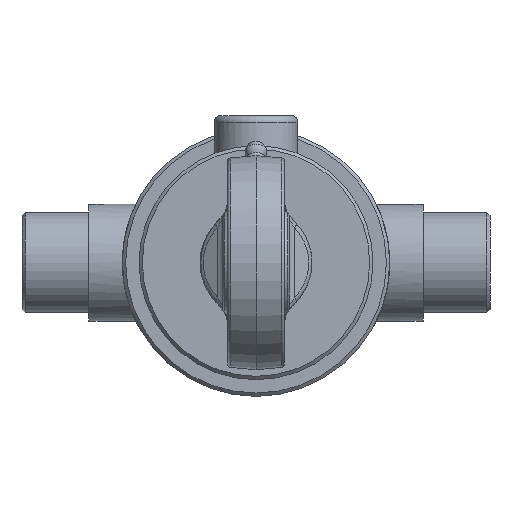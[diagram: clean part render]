
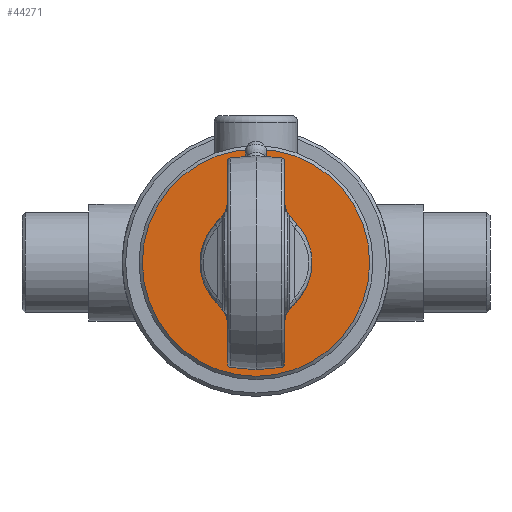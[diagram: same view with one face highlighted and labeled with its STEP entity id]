
A CAD part, front view. The second image highlights one B-rep face of the part: STEP entity #44271.
In plain terms, the highlighted planar face has unit normal (0, -1, 0).
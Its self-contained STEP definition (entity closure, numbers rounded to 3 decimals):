
#44237=CARTESIAN_POINT('',(0.,-277.0,34.));
#44238=VERTEX_POINT('',#44237);
#44239=CARTESIAN_POINT('',(0.0,-277.0,0.));
#44240=DIRECTION('',(0.0,1.0,0.0));
#44241=DIRECTION('',(0.0,0.0,-1.0));
#44242=AXIS2_PLACEMENT_3D('',#44239,#44240,#44241);
#44243=CIRCLE('',#44242,34.);
#44244=EDGE_CURVE('',#44238,#44238,#44243,.T.);
#44252=CARTESIAN_POINT('',(0.0,-277.0,25.75));
#44253=DIRECTION('',(0.0,-1.0,0.0));
#44254=DIRECTION('',(0.0,0.0,-1.0));
#44255=AXIS2_PLACEMENT_3D('',#44252,#44253,#44254);
#44256=PLANE('',#44255);
#44257=ORIENTED_EDGE('',*,*,#44244,.F.);
#44258=EDGE_LOOP('',(#44257));
#44259=FACE_OUTER_BOUND('',#44258,.T.);
#44260=CARTESIAN_POINT('',(0.0,-277.0,16.5));
#44261=VERTEX_POINT('',#44260);
#44262=CARTESIAN_POINT('',(0.0,-277.0,0.));
#44263=DIRECTION('',(0.0,1.0,0.0));
#44264=DIRECTION('',(0.0,0.0,1.0));
#44265=AXIS2_PLACEMENT_3D('',#44262,#44263,#44264);
#44266=CIRCLE('',#44265,16.5);
#44267=EDGE_CURVE('',#44261,#44261,#44266,.T.);
#44268=ORIENTED_EDGE('',*,*,#44267,.T.);
#44269=EDGE_LOOP('',(#44268));
#44270=FACE_BOUND('',#44269,.T.);
#44271=ADVANCED_FACE('',(#44259,#44270),#44256,.T.);
